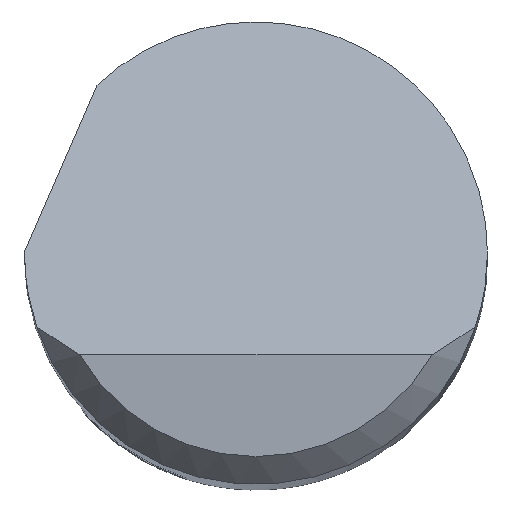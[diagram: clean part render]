
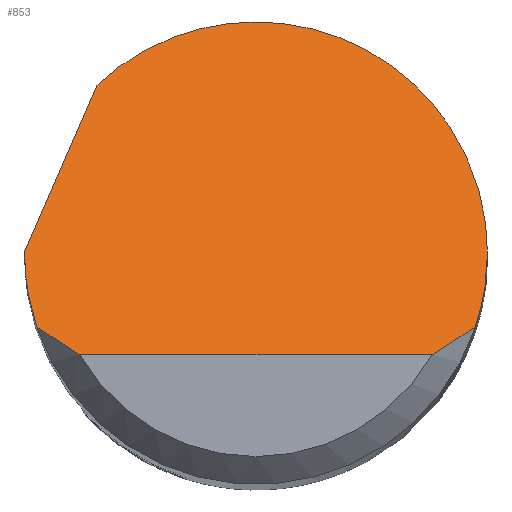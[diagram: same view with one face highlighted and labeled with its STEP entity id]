
A CAD part, top view. The second image highlights one B-rep face of the part: STEP entity #853.
In plain terms, the highlighted planar face has unit normal (0, 0.707, 0.707).
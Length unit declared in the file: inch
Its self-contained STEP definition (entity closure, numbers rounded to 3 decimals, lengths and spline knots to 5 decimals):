
#2 = EDGE_CURVE ( 'NONE', #694, #544, #870, .T. ) ;
#7 = CARTESIAN_POINT ( 'NONE',  ( 0.09526, -0.055, 2. ) ) ;
#11 = CARTESIAN_POINT ( 'NONE',  ( -0.11107, -0.04528, 1.99028 ) ) ;
#14 = CARTESIAN_POINT ( 'NONE',  ( -0.11843, -0.04, 1.985 ) ) ;
#18 = VERTEX_POINT ( 'NONE', #388 ) ;
#39 = CARTESIAN_POINT ( 'NONE',  ( 0.12279, -0.02708, 1.97208 ) ) ;
#42 = LINE ( 'NONE', #737, #897 ) ;
#43 = EDGE_CURVE ( 'NONE', #487, #544, #740, .T. ) ;
#82 = CARTESIAN_POINT ( 'NONE',  ( 0.11843, -0.04, 1.985 ) ) ;
#84 = CARTESIAN_POINT ( 'NONE',  ( -0.125, 0.001, 1.944 ) ) ;
#89 = FACE_OUTER_BOUND ( 'NONE', #539, .T. ) ;
#101 = CARTESIAN_POINT ( 'NONE',  ( -0.09526, -0.055, 2. ) ) ;
#113 = EDGE_CURVE ( 'NONE', #526, #900, #717, .T. ) ;
#142 = CARTESIAN_POINT ( 'NONE',  ( 0.125, 0., 1.945 ) ) ;
#149 = ORIENTED_EDGE ( 'NONE', *, *, #263, .F. ) ;
#159 = EDGE_CURVE ( 'NONE', #174, #487, #42, .T. ) ;
#174 = VERTEX_POINT ( 'NONE', #101 ) ;
#177 = CARTESIAN_POINT ( 'NONE',  ( 0.125, -0.01363, 1.95863 ) ) ;
#183 = ORIENTED_EDGE ( 'NONE', *, *, #752, .F. ) ;
#195 = EDGE_CURVE ( 'NONE', #900, #18, #310, .T. ) ;
#211 = ORIENTED_EDGE ( 'NONE', *, *, #301, .T. ) ;
#215 = B_SPLINE_CURVE_WITH_KNOTS ( 'NONE', 3,
 ( #432, #11, #500, #861 ),
 .UNSPECIFIED., .F., .F.,
 ( 4, 4 ),
 ( 0., 0.0008 ),
 .UNSPECIFIED. ) ;
#231 = CARTESIAN_POINT ( 'NONE',  ( 0.09526, -0.055, 2. ) ) ;
#263 = EDGE_CURVE ( 'NONE', #18, #694, #807, .T. ) ;
#288 = CARTESIAN_POINT ( 'NONE',  ( 0.00727, 0.1789, 1.7661 ) ) ;
#301 = EDGE_CURVE ( 'NONE', #890, #174, #215, .T. ) ;
#310 = LINE ( 'NONE', #815, #452 ) ;
#324 = CARTESIAN_POINT ( 'NONE',  ( 0.11843, -0.04, 1.985 ) ) ;
#331 = CARTESIAN_POINT ( 'NONE',  ( -0.125, 0.00033, 1.94467 ) ) ;
#343 = CARTESIAN_POINT ( 'NONE',  ( -0.125, 0., 1.945 ) ) ;
#356 = CARTESIAN_POINT ( 'NONE',  ( 0.10339, -0.05031, 1.99531 ) ) ;
#366 = PLANE ( 'NONE',  #666 ) ;
#388 = CARTESIAN_POINT ( 'NONE',  ( -0.08588, 0.09083, 1.85417 ) ) ;
#423 = CARTESIAN_POINT ( 'NONE',  ( 0.125, 0.12819, 1.81681 ) ) ;
#427 = CARTESIAN_POINT ( 'NONE',  ( -0.12279, -0.02708, 1.97208 ) ) ;
#431 = CARTESIAN_POINT ( 'NONE',  ( -0.125, 0., 1.945 ) ) ;
#432 = CARTESIAN_POINT ( 'NONE',  ( -0.11843, -0.04, 1.985 ) ) ;
#433 = ORIENTED_EDGE ( 'NONE', *, *, #2, .F. ) ;
#452 = VECTOR ( 'NONE', #671, 39.37008 ) ;
#467 = ORIENTED_EDGE ( 'NONE', *, *, #113, .F. ) ;
#485 = CARTESIAN_POINT ( 'NONE',  ( -0.11843, -0.04, 1.985 ) ) ;
#487 = VERTEX_POINT ( 'NONE', #231 ) ;
#500 = CARTESIAN_POINT ( 'NONE',  ( -0.10339, -0.05031, 1.99531 ) ) ;
#516 = ORIENTED_EDGE ( 'NONE', *, *, #43, .T. ) ;
#526 = VERTEX_POINT ( 'NONE', #431 ) ;
#529 = CARTESIAN_POINT ( 'NONE',  ( -0.125, 0.00067, 1.94433 ) ) ;
#539 = EDGE_LOOP ( 'NONE', ( #690, #516, #433, #149, #609, #467, #183, #211 ) ) ;
#544 = VERTEX_POINT ( 'NONE', #82 ) ;
#575 = CARTESIAN_POINT ( 'NONE',  ( -0.125, -0.055, 2. ) ) ;
#591 = DIRECTION ( 'NONE',  ( 0., 0.707, -0.707 ) ) ;
#601 = CARTESIAN_POINT ( 'NONE',  ( -0.125, 0., 1.945 ) ) ;
#609 = ORIENTED_EDGE ( 'NONE', *, *, #195, .F. ) ;
#659 = CARTESIAN_POINT ( 'NONE',  ( 0.11843, -0.04, 1.985 ) ) ;
#666 = AXIS2_PLACEMENT_3D ( 'NONE', #575, #730, #591 ) ;
#671 = DIRECTION ( 'NONE',  ( 0.294, 0.676, -0.676 ) ) ;
#675 = CARTESIAN_POINT ( 'NONE',  ( -0.125, 0.001, 1.944 ) ) ;
#690 = ORIENTED_EDGE ( 'NONE', *, *, #159, .T. ) ;
#694 = VERTEX_POINT ( 'NONE', #735 ) ;
#717 =( BOUNDED_CURVE ( )  B_SPLINE_CURVE ( 3, ( #601, #331, #529, #675 ),
 .UNSPECIFIED., .F., .T. ) 
 B_SPLINE_CURVE_WITH_KNOTS ( ( 4, 4 ),
 ( 4.71239, 4.72039 ),
 .UNSPECIFIED. ) 
 CURVE ( )  GEOMETRIC_REPRESENTATION_ITEM ( )  RATIONAL_B_SPLINE_CURVE ( ( 1., 1., 1., 1. ) ) 
 REPRESENTATION_ITEM ( '' )  );
#718 = CARTESIAN_POINT ( 'NONE',  ( 0.11107, -0.04528, 1.99028 ) ) ;
#730 = DIRECTION ( 'NONE',  ( 0., -0.707, -0.707 ) ) ;
#735 = CARTESIAN_POINT ( 'NONE',  ( 0.125, 0., 1.945 ) ) ;
#737 = CARTESIAN_POINT ( 'NONE',  ( 0., -0.055, 2. ) ) ;
#740 = B_SPLINE_CURVE_WITH_KNOTS ( 'NONE', 3,
 ( #7, #356, #718, #659 ),
 .UNSPECIFIED., .F., .F.,
 ( 4, 4 ),
 ( 0., 0.0008 ),
 .UNSPECIFIED. ) ;
#752 = EDGE_CURVE ( 'NONE', #890, #526, #864, .T. ) ;
#766 = CARTESIAN_POINT ( 'NONE',  ( -0.08588, 0.09083, 1.85417 ) ) ;
#807 =( BOUNDED_CURVE ( )  B_SPLINE_CURVE ( 3, ( #766, #288, #423, #142 ),
 .UNSPECIFIED., .F., .T. ) 
 B_SPLINE_CURVE_WITH_KNOTS ( ( 4, 4 ),
 ( 5.52582, 7.85398 ),
 .UNSPECIFIED. ) 
 CURVE ( )  GEOMETRIC_REPRESENTATION_ITEM ( )  RATIONAL_B_SPLINE_CURVE ( ( 1., 0.597, 0.597, 1. ) ) 
 REPRESENTATION_ITEM ( '' )  );
#810 = DIRECTION ( 'NONE',  ( 1., 0., 0. ) ) ;
#815 = CARTESIAN_POINT ( 'NONE',  ( -0.14727, -0.05015, 1.99515 ) ) ;
#853 = ADVANCED_FACE ( 'NONE', ( #89 ), #366, .F. ) ;
#855 = CARTESIAN_POINT ( 'NONE',  ( -0.125, -0.01363, 1.95863 ) ) ;
#861 = CARTESIAN_POINT ( 'NONE',  ( -0.09526, -0.055, 2. ) ) ;
#864 =( BOUNDED_CURVE ( )  B_SPLINE_CURVE ( 3, ( #485, #427, #855, #343 ),
 .UNSPECIFIED., .F., .T. ) 
 B_SPLINE_CURVE_WITH_KNOTS ( ( 4, 4 ),
 ( 4.38666, 4.71239 ),
 .UNSPECIFIED. ) 
 CURVE ( )  GEOMETRIC_REPRESENTATION_ITEM ( )  RATIONAL_B_SPLINE_CURVE ( ( 1., 0.991, 0.991, 1. ) ) 
 REPRESENTATION_ITEM ( '' )  );
#870 =( BOUNDED_CURVE ( )  B_SPLINE_CURVE ( 3, ( #886, #177, #39, #324 ),
 .UNSPECIFIED., .F., .T. ) 
 B_SPLINE_CURVE_WITH_KNOTS ( ( 4, 4 ),
 ( 1.5708, 1.89653 ),
 .UNSPECIFIED. ) 
 CURVE ( )  GEOMETRIC_REPRESENTATION_ITEM ( )  RATIONAL_B_SPLINE_CURVE ( ( 1., 0.991, 0.991, 1. ) ) 
 REPRESENTATION_ITEM ( '' )  );
#886 = CARTESIAN_POINT ( 'NONE',  ( 0.125, 0., 1.945 ) ) ;
#890 = VERTEX_POINT ( 'NONE', #14 ) ;
#897 = VECTOR ( 'NONE', #810, 39.37008 ) ;
#900 = VERTEX_POINT ( 'NONE', #84 ) ;
